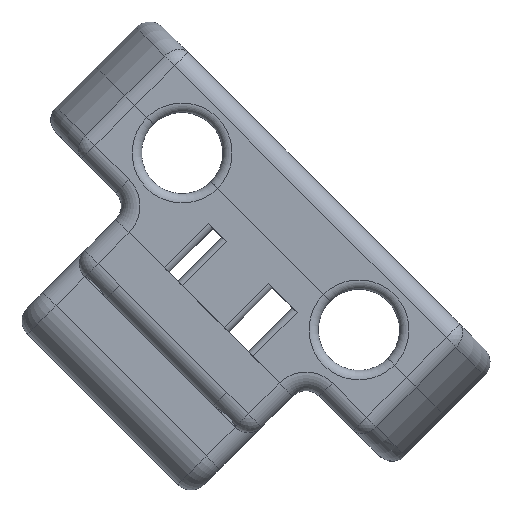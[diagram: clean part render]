
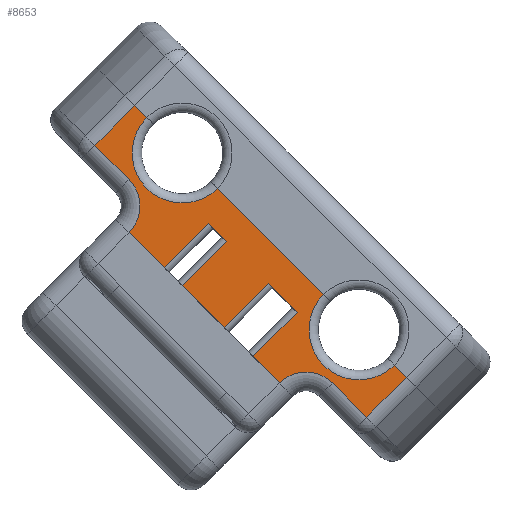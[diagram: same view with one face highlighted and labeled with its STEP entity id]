
A CAD part, front view. The second image highlights one B-rep face of the part: STEP entity #8653.
In plain terms, the highlighted planar face has unit normal (0, -1, 0).
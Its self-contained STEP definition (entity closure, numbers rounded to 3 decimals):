
#255=CIRCLE('',#9011,6.);
#256=CIRCLE('',#9012,8.);
#257=CIRCLE('',#9013,8.);
#258=CIRCLE('',#9014,6.);
#500=PLANE('',#9010);
#899=FACE_OUTER_BOUND('',#1413,.T.);
#1413=EDGE_LOOP('',(#7407,#7408,#7409,#7410,#7411,#7412,#7413,#7414,#7415,
#7416,#7417,#7418,#7419,#7420,#7421,#7422,#7423,#7424,#7425,#7426));
#1949=LINE('',#17257,#2489);
#1967=LINE('',#17313,#2507);
#1976=LINE('',#17349,#2516);
#1979=LINE('',#17364,#2519);
#1980=LINE('',#17367,#2520);
#1981=LINE('',#17368,#2521);
#1982=LINE('',#17370,#2522);
#1983=LINE('',#17372,#2523);
#1984=LINE('',#17373,#2524);
#1985=LINE('',#17377,#2525);
#1986=LINE('',#17379,#2526);
#1987=LINE('',#17381,#2527);
#1988=LINE('',#17385,#2528);
#1989=LINE('',#17389,#2529);
#1990=LINE('',#17391,#2530);
#1991=LINE('',#17393,#2531);
#2489=VECTOR('',#9989,10.);
#2507=VECTOR('',#10033,10.);
#2516=VECTOR('',#10066,10.);
#2519=VECTOR('',#10081,10.);
#2520=VECTOR('',#10084,10.);
#2521=VECTOR('',#10085,10.);
#2522=VECTOR('',#10086,10.);
#2523=VECTOR('',#10087,10.);
#2524=VECTOR('',#10088,10.);
#2525=VECTOR('',#10091,10.);
#2526=VECTOR('',#10092,10.);
#2527=VECTOR('',#10093,10.);
#2528=VECTOR('',#10096,10.);
#2529=VECTOR('',#10099,10.);
#2530=VECTOR('',#10100,10.);
#2531=VECTOR('',#10101,10.);
#3847=VERTEX_POINT('',#17254);
#3848=VERTEX_POINT('',#17256);
#3872=VERTEX_POINT('',#17310);
#3873=VERTEX_POINT('',#17312);
#3887=VERTEX_POINT('',#17346);
#3888=VERTEX_POINT('',#17348);
#3894=VERTEX_POINT('',#17362);
#3895=VERTEX_POINT('',#17366);
#3896=VERTEX_POINT('',#17369);
#3897=VERTEX_POINT('',#17371);
#3898=VERTEX_POINT('',#17374);
#3899=VERTEX_POINT('',#17376);
#3900=VERTEX_POINT('',#17378);
#3901=VERTEX_POINT('',#17380);
#3902=VERTEX_POINT('',#17382);
#3903=VERTEX_POINT('',#17384);
#3904=VERTEX_POINT('',#17386);
#3905=VERTEX_POINT('',#17388);
#3906=VERTEX_POINT('',#17390);
#3907=VERTEX_POINT('',#17392);
#5042=EDGE_CURVE('',#3847,#3848,#1949,.T.);
#5070=EDGE_CURVE('',#3872,#3873,#1967,.T.);
#5088=EDGE_CURVE('',#3888,#3887,#1976,.T.);
#5096=EDGE_CURVE('',#3894,#3887,#1979,.T.);
#5097=EDGE_CURVE('',#3894,#3895,#1980,.T.);
#5098=EDGE_CURVE('',#3873,#3895,#1981,.T.);
#5099=EDGE_CURVE('',#3896,#3872,#1982,.T.);
#5100=EDGE_CURVE('',#3896,#3897,#1983,.T.);
#5101=EDGE_CURVE('',#3848,#3897,#1984,.T.);
#5102=EDGE_CURVE('',#3898,#3847,#255,.T.);
#5103=EDGE_CURVE('',#3899,#3898,#1985,.T.);
#5104=EDGE_CURVE('',#3900,#3899,#1986,.T.);
#5105=EDGE_CURVE('',#3900,#3901,#1987,.T.);
#5106=EDGE_CURVE('',#3902,#3901,#256,.T.);
#5107=EDGE_CURVE('',#3902,#3903,#1988,.T.);
#5108=EDGE_CURVE('',#3904,#3903,#257,.T.);
#5109=EDGE_CURVE('',#3904,#3905,#1989,.T.);
#5110=EDGE_CURVE('',#3906,#3905,#1990,.T.);
#5111=EDGE_CURVE('',#3907,#3906,#1991,.T.);
#5112=EDGE_CURVE('',#3888,#3907,#258,.T.);
#7407=ORIENTED_EDGE('',*,*,#5096,.F.);
#7408=ORIENTED_EDGE('',*,*,#5097,.T.);
#7409=ORIENTED_EDGE('',*,*,#5098,.F.);
#7410=ORIENTED_EDGE('',*,*,#5070,.F.);
#7411=ORIENTED_EDGE('',*,*,#5099,.F.);
#7412=ORIENTED_EDGE('',*,*,#5100,.T.);
#7413=ORIENTED_EDGE('',*,*,#5101,.F.);
#7414=ORIENTED_EDGE('',*,*,#5042,.F.);
#7415=ORIENTED_EDGE('',*,*,#5102,.F.);
#7416=ORIENTED_EDGE('',*,*,#5103,.F.);
#7417=ORIENTED_EDGE('',*,*,#5104,.F.);
#7418=ORIENTED_EDGE('',*,*,#5105,.T.);
#7419=ORIENTED_EDGE('',*,*,#5106,.F.);
#7420=ORIENTED_EDGE('',*,*,#5107,.T.);
#7421=ORIENTED_EDGE('',*,*,#5108,.F.);
#7422=ORIENTED_EDGE('',*,*,#5109,.T.);
#7423=ORIENTED_EDGE('',*,*,#5110,.F.);
#7424=ORIENTED_EDGE('',*,*,#5111,.F.);
#7425=ORIENTED_EDGE('',*,*,#5112,.F.);
#7426=ORIENTED_EDGE('',*,*,#5088,.T.);
#8653=ADVANCED_FACE('',(#899),#500,.F.);
#9010=AXIS2_PLACEMENT_3D('',#17365,#10082,#10083);
#9011=AXIS2_PLACEMENT_3D('',#17375,#10089,#10090);
#9012=AXIS2_PLACEMENT_3D('',#17383,#10094,#10095);
#9013=AXIS2_PLACEMENT_3D('',#17387,#10097,#10098);
#9014=AXIS2_PLACEMENT_3D('',#17394,#10102,#10103);
#9989=DIRECTION('',(-0.707,0.,0.707));
#10033=DIRECTION('',(-0.707,0.,0.707));
#10066=DIRECTION('',(0.707,0.,-0.707));
#10081=DIRECTION('',(-0.707,0.,-0.707));
#10082=DIRECTION('center_axis',(0.,1.,0.));
#10083=DIRECTION('ref_axis',(-1.,0.,0.));
#10084=DIRECTION('',(0.707,0.,-0.707));
#10085=DIRECTION('',(0.707,0.,0.707));
#10086=DIRECTION('',(-0.707,0.,-0.707));
#10087=DIRECTION('',(0.707,0.,-0.707));
#10088=DIRECTION('',(0.707,0.,0.707));
#10089=DIRECTION('center_axis',(0.,-1.,0.));
#10090=DIRECTION('ref_axis',(0.,0.,
1.));
#10091=DIRECTION('',(-0.707,0.,0.707));
#10092=DIRECTION('',(-0.707,0.,-0.707));
#10093=DIRECTION('',(-0.707,0.,0.707));
#10094=DIRECTION('center_axis',(0.,-1.,0.));
#10095=DIRECTION('ref_axis',(-0.707,0.,-0.707));
#10096=DIRECTION('',(-0.707,0.,0.707));
#10097=DIRECTION('center_axis',(0.,-1.,0.));
#10098=DIRECTION('ref_axis',(-0.707,0.,-0.707));
#10099=DIRECTION('',(-0.707,0.,0.707));
#10100=DIRECTION('',(0.707,0.,0.707));
#10101=DIRECTION('',(-0.707,0.,0.707));
#10102=DIRECTION('center_axis',(0.,-1.,0.));
#10103=DIRECTION('ref_axis',(1.,0.,0.));
#17254=CARTESIAN_POINT('',(0.298,60.,-82.478));
#17256=CARTESIAN_POINT('',(-3.944,60.,-78.235));
#17257=CARTESIAN_POINT('',(2.42,60.,-84.599));
#17310=CARTESIAN_POINT('',(-8.541,60.,-73.639));
#17312=CARTESIAN_POINT('',(-15.258,60.,-66.921));
#17313=CARTESIAN_POINT('',(-34.35,60.,-47.829));
#17346=CARTESIAN_POINT('',(-18.086,60.,-64.093));
#17348=CARTESIAN_POINT('',(-23.743,60.,-58.436));
#17349=CARTESIAN_POINT('',(-17.733,60.,-64.446));
#17362=CARTESIAN_POINT('',(-11.015,60.,-57.022));
#17364=CARTESIAN_POINT('',(-9.248,60.,-55.254));
#17365=CARTESIAN_POINT('Origin',(-1.116,60.,-59.85));
#17366=CARTESIAN_POINT('',(-8.187,60.,-59.85));
#17367=CARTESIAN_POINT('',(-11.723,60.,-56.315));
#17368=CARTESIAN_POINT('',(-6.419,60.,-58.082));
#17369=CARTESIAN_POINT('',(-1.469,60.,-66.568));
#17370=CARTESIAN_POINT('',(0.298,60.,-64.8));
#17371=CARTESIAN_POINT('',(3.127,60.,-71.164));
#17372=CARTESIAN_POINT('',(-0.762,60.,-67.275));
#17373=CARTESIAN_POINT('',(2.42,60.,-71.871));
#17374=CARTESIAN_POINT('',(8.784,60.,-82.478));
#17375=CARTESIAN_POINT('Origin',(4.541,60.,-86.72));
#17376=CARTESIAN_POINT('',(14.256,60.,-87.95));
#17377=CARTESIAN_POINT('',(3.834,60.,-77.528));
#17378=CARTESIAN_POINT('',(20.62,60.,-81.586));
#17379=CARTESIAN_POINT('',(12.135,60.,-90.072));
#17380=CARTESIAN_POINT('',(18.683,60.,-79.649));
#17381=CARTESIAN_POINT('',(-1.116,60.,-59.85));
#17382=CARTESIAN_POINT('',(7.369,60.,-68.336));
#17383=CARTESIAN_POINT('Origin',(13.026,60.,-73.992));
#17384=CARTESIAN_POINT('',(-9.601,60.,-51.365));
#17385=CARTESIAN_POINT('',(-1.116,60.,-59.85));
#17386=CARTESIAN_POINT('',(-20.915,60.,-40.051));
#17387=CARTESIAN_POINT('Origin',(-15.258,60.,-45.708));
#17388=CARTESIAN_POINT('',(-22.852,60.,-38.114));
#17389=CARTESIAN_POINT('',(-1.116,60.,-59.85));
#17390=CARTESIAN_POINT('',(-29.216,60.,-44.478));
#17391=CARTESIAN_POINT('',(-31.337,60.,-46.6));
#17392=CARTESIAN_POINT('',(-23.743,60.,-49.951));
#17393=CARTESIAN_POINT('',(-11.015,60.,-62.679));
#17394=CARTESIAN_POINT('Origin',(-27.986,60.,-54.193));
